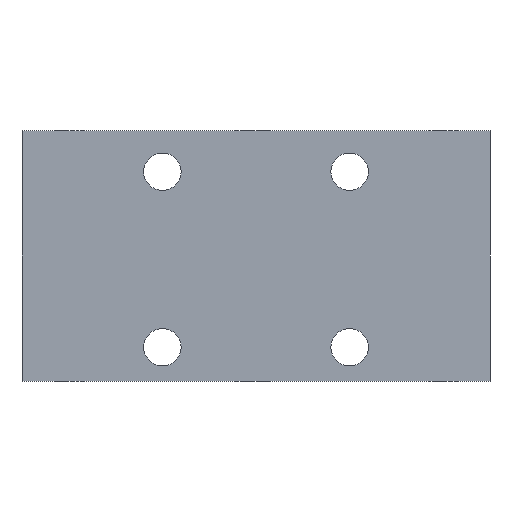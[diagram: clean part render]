
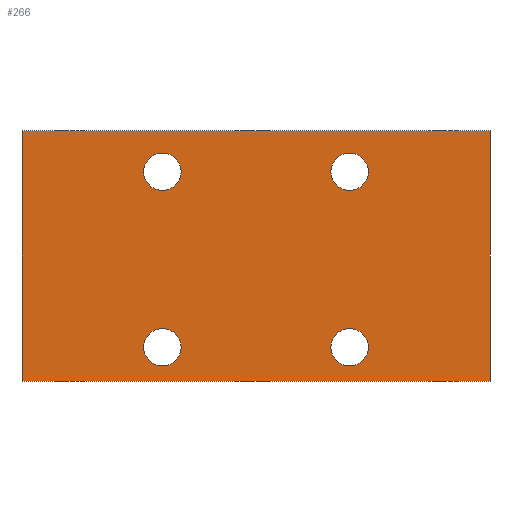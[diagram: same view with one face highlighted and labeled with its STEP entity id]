
A CAD part, left-side view. The second image highlights one B-rep face of the part: STEP entity #266.
In plain terms, the highlighted planar face has unit normal (-1, 0, 0).
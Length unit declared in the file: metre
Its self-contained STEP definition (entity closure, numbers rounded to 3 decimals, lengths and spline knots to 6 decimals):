
#25=FACE_BOUND('',#70,.T.);
#26=FACE_BOUND('',#71,.T.);
#27=FACE_BOUND('',#72,.T.);
#28=FACE_BOUND('',#73,.T.);
#34=PLANE('',#307);
#46=FACE_OUTER_BOUND('',#69,.T.);
#69=EDGE_LOOP('',(#236,#237,#238,#239));
#70=EDGE_LOOP('',(#240));
#71=EDGE_LOOP('',(#241));
#72=EDGE_LOOP('',(#242));
#73=EDGE_LOOP('',(#243));
#79=LINE('',#404,#98);
#83=LINE('',#415,#102);
#89=LINE('',#444,#108);
#91=LINE('',#447,#110);
#98=VECTOR('',#329,0.01);
#102=VECTOR('',#337,1.);
#108=VECTOR('',#371,0.01);
#110=VECTOR('',#375,0.01);
#120=CIRCLE('',#294,0.0016);
#122=CIRCLE('',#297,0.0016);
#124=CIRCLE('',#300,0.0016);
#126=CIRCLE('',#303,0.0016);
#133=VERTEX_POINT('',#401);
#134=VERTEX_POINT('',#403);
#138=VERTEX_POINT('',#412);
#139=VERTEX_POINT('',#414);
#142=VERTEX_POINT('',#422);
#144=VERTEX_POINT('',#428);
#146=VERTEX_POINT('',#434);
#148=VERTEX_POINT('',#440);
#157=EDGE_CURVE('',#134,#133,#79,.T.);
#162=EDGE_CURVE('',#138,#139,#83,.T.);
#167=EDGE_CURVE('',#142,#142,#120,.T.);
#170=EDGE_CURVE('',#144,#144,#122,.T.);
#173=EDGE_CURVE('',#146,#146,#124,.T.);
#176=EDGE_CURVE('',#148,#148,#126,.T.);
#177=EDGE_CURVE('',#139,#133,#89,.T.);
#179=EDGE_CURVE('',#138,#134,#91,.T.);
#236=ORIENTED_EDGE('',*,*,#157,.T.);
#237=ORIENTED_EDGE('',*,*,#177,.F.);
#238=ORIENTED_EDGE('',*,*,#162,.F.);
#239=ORIENTED_EDGE('',*,*,#179,.T.);
#240=ORIENTED_EDGE('',*,*,#167,.T.);
#241=ORIENTED_EDGE('',*,*,#170,.T.);
#242=ORIENTED_EDGE('',*,*,#173,.T.);
#243=ORIENTED_EDGE('',*,*,#176,.T.);
#266=ADVANCED_FACE('',(#46,#25,#26,#27,#28),#34,.F.);
#294=AXIS2_PLACEMENT_3D('',#424,#346,#347);
#297=AXIS2_PLACEMENT_3D('',#430,#353,#354);
#300=AXIS2_PLACEMENT_3D('',#436,#360,#361);
#303=AXIS2_PLACEMENT_3D('',#442,#367,#368);
#307=AXIS2_PLACEMENT_3D('',#450,#379,#380);
#329=DIRECTION('',(0.,1.,0.));
#337=DIRECTION('',(0.,1.,0.));
#346=DIRECTION('center_axis',(1.,0.,0.));
#347=DIRECTION('ref_axis',(0.,-1.,0.));
#353=DIRECTION('center_axis',(1.,0.,0.));
#354=DIRECTION('ref_axis',(0.,-1.,0.));
#360=DIRECTION('center_axis',(1.,0.,0.));
#361=DIRECTION('ref_axis',(0.,-1.,0.));
#367=DIRECTION('center_axis',(1.,0.,0.));
#368=DIRECTION('ref_axis',(0.,-1.,0.));
#371=DIRECTION('',(0.,0.,1.));
#375=DIRECTION('',(0.,0.,1.));
#379=DIRECTION('center_axis',(1.,0.,0.));
#380=DIRECTION('ref_axis',(0.,1.,0.));
#401=CARTESIAN_POINT('',(-0.1139,0.281001,0.0882));
#403=CARTESIAN_POINT('',(-0.1139,0.241,0.0882));
#404=CARTESIAN_POINT('',(-0.1139,0.26075,0.0882));
#412=CARTESIAN_POINT('',(-0.1139,0.241,0.0668));
#414=CARTESIAN_POINT('',(-0.1139,0.281001,0.0668));
#415=CARTESIAN_POINT('',(-0.1139,0.261,0.0668));
#422=CARTESIAN_POINT('',(-0.1139,0.270601,0.0847));
#424=CARTESIAN_POINT('Origin',(-0.1139,0.269001,0.0847));
#428=CARTESIAN_POINT('',(-0.1139,0.270601,0.0697));
#430=CARTESIAN_POINT('Origin',(-0.1139,0.269001,0.0697));
#434=CARTESIAN_POINT('',(-0.1139,0.254601,0.0697));
#436=CARTESIAN_POINT('Origin',(-0.1139,0.253001,0.0697));
#440=CARTESIAN_POINT('',(-0.1139,0.254601,0.0847));
#442=CARTESIAN_POINT('Origin',(-0.1139,0.253001,0.0847));
#444=CARTESIAN_POINT('',(-0.1139,0.281001,0.076699));
#447=CARTESIAN_POINT('',(-0.1139,0.241,0.068399));
#450=CARTESIAN_POINT('Origin',(-0.1139,0.261,0.0867));
